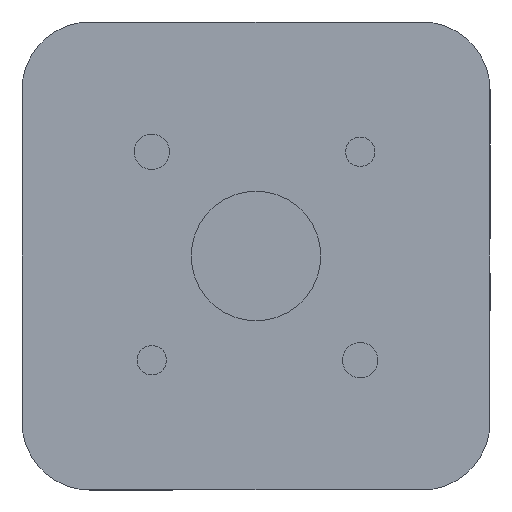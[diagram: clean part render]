
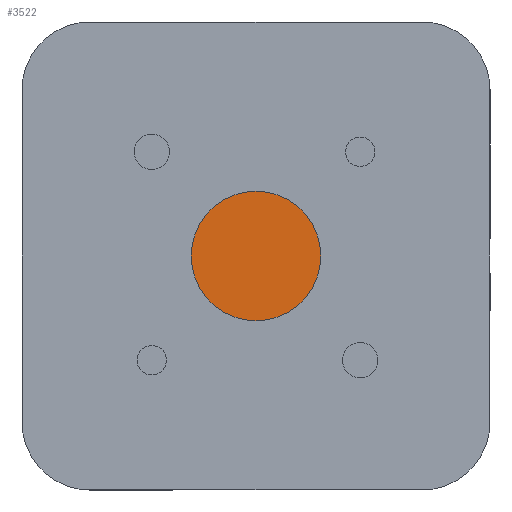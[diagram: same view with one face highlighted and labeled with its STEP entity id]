
A CAD part, left-side view. The second image highlights one B-rep face of the part: STEP entity #3522.
In plain terms, the highlighted planar face has unit normal (-1, 0, 0).
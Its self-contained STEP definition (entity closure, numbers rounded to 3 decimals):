
#738 = EDGE_LOOP ( 'NONE', ( #7299, #7298 ) ) ;
#2096 = AXIS2_PLACEMENT_3D ( 'NONE', #9419, #9420, #9421 ) ;
#2127 = AXIS2_PLACEMENT_3D ( 'NONE', #9570, #9572, #9573 ) ;
#2353 = AXIS2_PLACEMENT_3D ( 'NONE', #4945, #4972, #4973 ) ;
#3104 = EDGE_CURVE ( 'NONE', #9606, #9605, #9691, .T. ) ;
#3164 = EDGE_CURVE ( 'NONE', #9605, #9606, #9780, .T. ) ;
#3522 = ADVANCED_FACE ( 'NONE', ( #10468 ), #4964, .F. ) ;
#4945 = CARTESIAN_POINT ( 'NONE',  ( -19.821, 11., 0. ) ) ;
#4964 = PLANE ( 'NONE',  #2353 ) ;
#4972 = DIRECTION ( 'NONE',  ( 1., 0., 0. ) ) ;
#4973 = DIRECTION ( 'NONE',  ( 0., 0., -1. ) ) ;
#6245 = CARTESIAN_POINT ( 'NONE',  ( -19.821, 0., -11. ) ) ;
#6246 = CARTESIAN_POINT ( 'NONE',  ( -19.821, 0., 11. ) ) ;
#7298 = ORIENTED_EDGE ( 'NONE', *, *, #3164, .T. ) ;
#7299 = ORIENTED_EDGE ( 'NONE', *, *, #3104, .T. ) ;
#9419 = CARTESIAN_POINT ( 'NONE',  ( -19.821, 0., 0. ) ) ;
#9420 = DIRECTION ( 'NONE',  ( -1., 0., 0. ) ) ;
#9421 = DIRECTION ( 'NONE',  ( 0., 0., 1. ) ) ;
#9570 = CARTESIAN_POINT ( 'NONE',  ( -19.821, 0., 0. ) ) ;
#9572 = DIRECTION ( 'NONE',  ( -1., 0., 0. ) ) ;
#9573 = DIRECTION ( 'NONE',  ( 0., 0., 1. ) ) ;
#9605 = VERTEX_POINT ( 'NONE', #6245 ) ;
#9606 = VERTEX_POINT ( 'NONE', #6246 ) ;
#9691 = CIRCLE ( 'NONE', #2096, 11. ) ;
#9780 = CIRCLE ( 'NONE', #2127, 11. ) ;
#10468 = FACE_OUTER_BOUND ( 'NONE', #738, .T. ) ;
